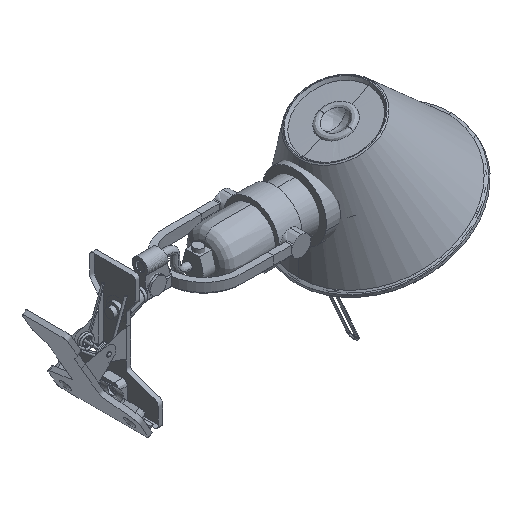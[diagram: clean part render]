
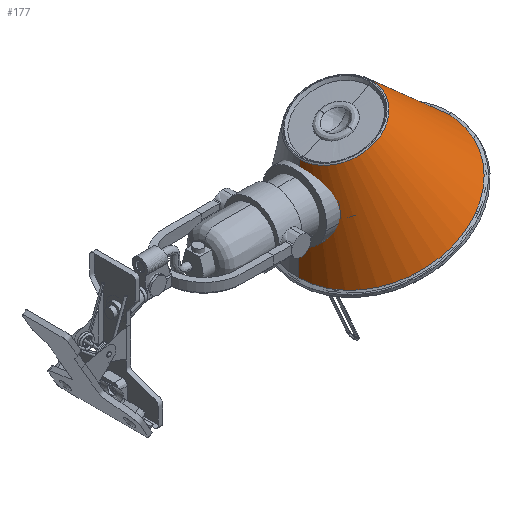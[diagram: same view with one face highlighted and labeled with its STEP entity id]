
A CAD part, isometric view. The second image highlights one B-rep face of the part: STEP entity #177.
In plain terms, the highlighted free-form (B-spline) face has degree [1, 2] with [2, 5] control points.
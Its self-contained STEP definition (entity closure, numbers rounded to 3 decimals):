
#177=ADVANCED_FACE($,(#493),#3649,.T.);
#493=FACE_OUTER_BOUND($,#799,.T.);
#799=EDGE_LOOP($,(#1141,#1142,#1143,#1144));
#1141=ORIENTED_EDGE($,*,*,#2464,.F.);
#1142=ORIENTED_EDGE($,*,*,#2463,.F.);
#1143=ORIENTED_EDGE($,*,*,#2462,.F.);
#1144=ORIENTED_EDGE($,*,*,#2461,.F.);
#2461=EDGE_CURVE($,#3183,#3184,#3899,.T.);
#2462=EDGE_CURVE($,#3184,#3185,#3900,.T.);
#2463=EDGE_CURVE($,#3185,#3186,#3901,.T.);
#2464=EDGE_CURVE($,#3186,#3183,#3902,.T.);
#3183=VERTEX_POINT($,#5777);
#3184=VERTEX_POINT($,#5778);
#3185=VERTEX_POINT($,#5779);
#3186=VERTEX_POINT($,#5780);
#3649=(
BOUNDED_SURFACE()
B_SPLINE_SURFACE(1,2,((#5352,#5353,#5354,#5355,#5356),(#5357,#5358,#5359,
#5360,#5361)),.UNSPECIFIED.,.F.,.F.,.F.)
B_SPLINE_SURFACE_WITH_KNOTS((2,2),(3,2,3),(21.172,110.389),
(0.,1.571,3.142),.UNSPECIFIED.)
GEOMETRIC_REPRESENTATION_ITEM()
RATIONAL_B_SPLINE_SURFACE(((1.,0.707,1.,0.707,1.),
(1.,0.707,1.,0.707,1.)))
REPRESENTATION_ITEM($)
SURFACE()
);
#3899=(
BOUNDED_CURVE()
B_SPLINE_CURVE(2,(#5076,#5077,#5078,#5079,#5080),.UNSPECIFIED.,.F.,.F.)
B_SPLINE_CURVE_WITH_KNOTS((3,2,3),(0.,1.571,3.142),
.UNSPECIFIED.)
CURVE()
GEOMETRIC_REPRESENTATION_ITEM()
RATIONAL_B_SPLINE_CURVE((1.,0.707,1.,0.707,1.))
REPRESENTATION_ITEM($)
);
#3900=(
BOUNDED_CURVE()
B_SPLINE_CURVE(1,(#5081,#5082),.UNSPECIFIED.,.F.,.F.)
B_SPLINE_CURVE_WITH_KNOTS((2,2),(21.172,110.389),.UNSPECIFIED.)
CURVE()
GEOMETRIC_REPRESENTATION_ITEM()
RATIONAL_B_SPLINE_CURVE((1.,1.))
REPRESENTATION_ITEM($)
);
#3901=(
BOUNDED_CURVE()
B_SPLINE_CURVE(2,(#5083,#5084,#5085,#5086,#5087),.UNSPECIFIED.,.F.,.F.)
B_SPLINE_CURVE_WITH_KNOTS((3,2,3),(-3.142,-1.571,0.),
.UNSPECIFIED.)
CURVE()
GEOMETRIC_REPRESENTATION_ITEM()
RATIONAL_B_SPLINE_CURVE((1.,0.707,1.,0.707,1.))
REPRESENTATION_ITEM($)
);
#3902=(
BOUNDED_CURVE()
B_SPLINE_CURVE(1,(#5088,#5089),.UNSPECIFIED.,.F.,.F.)
B_SPLINE_CURVE_WITH_KNOTS((2,2),(-110.389,-21.172),.UNSPECIFIED.)
CURVE()
GEOMETRIC_REPRESENTATION_ITEM()
RATIONAL_B_SPLINE_CURVE((1.,1.))
REPRESENTATION_ITEM($)
);
#5076=CARTESIAN_POINT($,(221.436,0.,62.462));
#5077=CARTESIAN_POINT($,(221.399,-34.615,62.446));
#5078=CARTESIAN_POINT($,(189.779,-34.575,48.363));
#5079=CARTESIAN_POINT($,(158.158,-34.535,34.28));
#5080=CARTESIAN_POINT($,(158.194,0.08,34.297));
#5081=CARTESIAN_POINT($,(158.194,0.08,34.297));
#5082=CARTESIAN_POINT($,(157.434,0.065,-54.883));
#5083=CARTESIAN_POINT($,(157.434,0.065,-54.883));
#5084=CARTESIAN_POINT($,(157.397,-71.527,-54.899));
#5085=CARTESIAN_POINT($,(222.798,-71.547,-25.776));
#5086=CARTESIAN_POINT($,(288.199,-71.567,3.347));
#5087=CARTESIAN_POINT($,(288.235,0.025,3.363));
#5088=CARTESIAN_POINT($,(288.235,0.025,3.363));
#5089=CARTESIAN_POINT($,(221.436,0.,62.462));
#5352=CARTESIAN_POINT($,(221.436,0.,62.462));
#5353=CARTESIAN_POINT($,(221.399,-34.615,62.446));
#5354=CARTESIAN_POINT($,(189.779,-34.575,48.363));
#5355=CARTESIAN_POINT($,(158.158,-34.535,34.28));
#5356=CARTESIAN_POINT($,(158.194,0.08,34.297));
#5357=CARTESIAN_POINT($,(288.235,0.,3.363));
#5358=CARTESIAN_POINT($,(288.199,-71.592,3.347));
#5359=CARTESIAN_POINT($,(222.8,-71.552,-25.78));
#5360=CARTESIAN_POINT($,(157.4,-71.513,-54.907));
#5361=CARTESIAN_POINT($,(157.437,0.08,-54.891));
#5777=CARTESIAN_POINT($,(221.436,0.,62.462));
#5778=CARTESIAN_POINT($,(158.194,0.08,34.297));
#5779=CARTESIAN_POINT($,(157.434,0.065,-54.883));
#5780=CARTESIAN_POINT($,(288.235,0.025,3.363));
